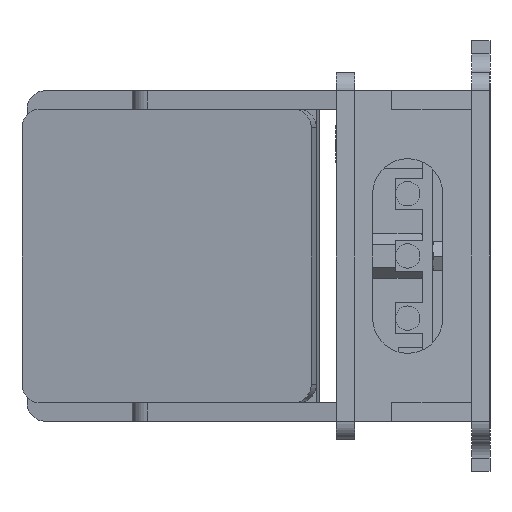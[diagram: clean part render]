
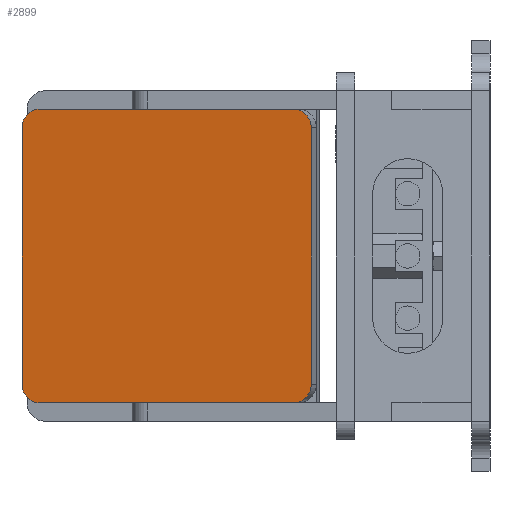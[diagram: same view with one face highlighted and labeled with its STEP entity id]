
A CAD part, left-side view. The second image highlights one B-rep face of the part: STEP entity #2899.
In plain terms, the highlighted face is planar.
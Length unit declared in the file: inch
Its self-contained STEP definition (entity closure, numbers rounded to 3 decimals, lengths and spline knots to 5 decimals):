
#847 = EDGE_CURVE ( 'NONE', #4428, #4429, #9206, .T. ) ;
#850 = EDGE_CURVE ( 'NONE', #4431, #4426, #9214, .T. ) ;
#856 = EDGE_CURVE ( 'NONE', #4403, #4393, #9226, .T. ) ;
#858 = EDGE_CURVE ( 'NONE', #4415, #4390, #9230, .T. ) ;
#862 = EDGE_CURVE ( 'NONE', #4393, #4415, #9238, .T. ) ;
#863 = EDGE_CURVE ( 'NONE', #4390, #4428, #9240, .T. ) ;
#864 = EDGE_CURVE ( 'NONE', #4429, #4431, #9241, .T. ) ;
#865 = EDGE_CURVE ( 'NONE', #4426, #4403, #9242, .T. ) ;
#1664 = EDGE_LOOP ( 'NONE', ( #3419, #3420, #3421, #3422, #3423, #3424, #3425, #3426 ) ) ;
#2899 = ADVANCED_FACE ( 'NONE', ( #11348 ), #14086, .F. ) ;
#3419 = ORIENTED_EDGE ( 'NONE', *, *, #856, .T. ) ;
#3420 = ORIENTED_EDGE ( 'NONE', *, *, #862, .T. ) ;
#3421 = ORIENTED_EDGE ( 'NONE', *, *, #858, .T. ) ;
#3422 = ORIENTED_EDGE ( 'NONE', *, *, #863, .T. ) ;
#3423 = ORIENTED_EDGE ( 'NONE', *, *, #847, .T. ) ;
#3424 = ORIENTED_EDGE ( 'NONE', *, *, #864, .T. ) ;
#3425 = ORIENTED_EDGE ( 'NONE', *, *, #850, .T. ) ;
#3426 = ORIENTED_EDGE ( 'NONE', *, *, #865, .T. ) ;
#4390 = VERTEX_POINT ( 'NONE', #19027 ) ;
#4393 = VERTEX_POINT ( 'NONE', #19030 ) ;
#4403 = VERTEX_POINT ( 'NONE', #19040 ) ;
#4415 = VERTEX_POINT ( 'NONE', #19052 ) ;
#4426 = VERTEX_POINT ( 'NONE', #19059 ) ;
#4428 = VERTEX_POINT ( 'NONE', #19061 ) ;
#4429 = VERTEX_POINT ( 'NONE', #19062 ) ;
#4431 = VERTEX_POINT ( 'NONE', #19064 ) ;
#5052 = AXIS2_PLACEMENT_3D ( 'NONE', #10357, #10358, #10359 ) ;
#5053 = AXIS2_PLACEMENT_3D ( 'NONE', #10360, #10361, #10362 ) ;
#5054 = AXIS2_PLACEMENT_3D ( 'NONE', #10363, #10364, #10374 ) ;
#5055 = AXIS2_PLACEMENT_3D ( 'NONE', #10375, #10376, #10377 ) ;
#5278 = AXIS2_PLACEMENT_3D ( 'NONE', #14087, #14092, #14093 ) ;
#9206 = LINE ( 'NONE', #10324, #9211 ) ;
#9211 = VECTOR ( 'NONE', #10330, 39.37008 ) ;
#9214 = LINE ( 'NONE', #10335, #9217 ) ;
#9217 = VECTOR ( 'NONE', #10336, 39.37008 ) ;
#9226 = LINE ( 'NONE', #10346, #9229 ) ;
#9229 = VECTOR ( 'NONE', #10347, 39.37008 ) ;
#9230 = LINE ( 'NONE', #10350, #9233 ) ;
#9233 = VECTOR ( 'NONE', #10351, 39.37008 ) ;
#9238 = CIRCLE ( 'NONE', #5052, 0.11811 ) ;
#9240 = CIRCLE ( 'NONE', #5053, 0.11811 ) ;
#9241 = CIRCLE ( 'NONE', #5054, 0.11811 ) ;
#9242 = CIRCLE ( 'NONE', #5055, 0.11811 ) ;
#10324 = CARTESIAN_POINT ( 'NONE',  ( 0.9434, -0.9434, 0.1875 ) ) ;
#10330 = DIRECTION ( 'NONE',  ( 0., 1., 0. ) ) ;
#10335 = CARTESIAN_POINT ( 'NONE',  ( -0.9434, 0.9434, 0.1875 ) ) ;
#10336 = DIRECTION ( 'NONE',  ( -1., 0., 0. ) ) ;
#10346 = CARTESIAN_POINT ( 'NONE',  ( -0.9434, -0.9434, 0.1875 ) ) ;
#10347 = DIRECTION ( 'NONE',  ( 0., -1., 0. ) ) ;
#10350 = CARTESIAN_POINT ( 'NONE',  ( -0.9434, -0.9434, 0.1875 ) ) ;
#10351 = DIRECTION ( 'NONE',  ( 1., 0., 0. ) ) ;
#10357 = CARTESIAN_POINT ( 'NONE',  ( -0.82529, -0.82529, 0.1875 ) ) ;
#10358 = DIRECTION ( 'NONE',  ( 0., 0., 1. ) ) ;
#10359 = DIRECTION ( 'NONE',  ( -1., 0., 0. ) ) ;
#10360 = CARTESIAN_POINT ( 'NONE',  ( 0.82529, -0.82529, 0.1875 ) ) ;
#10361 = DIRECTION ( 'NONE',  ( 0., 0., 1. ) ) ;
#10362 = DIRECTION ( 'NONE',  ( -1., 0., 0. ) ) ;
#10363 = CARTESIAN_POINT ( 'NONE',  ( 0.82529, 0.82529, 0.1875 ) ) ;
#10364 = DIRECTION ( 'NONE',  ( 0., 0., 1. ) ) ;
#10374 = DIRECTION ( 'NONE',  ( -1., 0., 0. ) ) ;
#10375 = CARTESIAN_POINT ( 'NONE',  ( -0.82529, 0.82529, 0.1875 ) ) ;
#10376 = DIRECTION ( 'NONE',  ( 0., 0., 1. ) ) ;
#10377 = DIRECTION ( 'NONE',  ( -1., 0., 0. ) ) ;
#11348 = FACE_OUTER_BOUND ( 'NONE', #1664, .T. ) ;
#14086 = PLANE ( 'NONE',  #5278 ) ;
#14087 = CARTESIAN_POINT ( 'NONE',  ( 0.9434, 0.9434, 0.1875 ) ) ;
#14092 = DIRECTION ( 'NONE',  ( 0., 0., -1. ) ) ;
#14093 = DIRECTION ( 'NONE',  ( -1., 0., 0. ) ) ;
#19027 = CARTESIAN_POINT ( 'NONE',  ( 0.82529, -0.9434, 0.1875 ) ) ;
#19030 = CARTESIAN_POINT ( 'NONE',  ( -0.9434, -0.82529, 0.1875 ) ) ;
#19040 = CARTESIAN_POINT ( 'NONE',  ( -0.9434, 0.82529, 0.1875 ) ) ;
#19052 = CARTESIAN_POINT ( 'NONE',  ( -0.82529, -0.9434, 0.1875 ) ) ;
#19059 = CARTESIAN_POINT ( 'NONE',  ( -0.82529, 0.9434, 0.1875 ) ) ;
#19061 = CARTESIAN_POINT ( 'NONE',  ( 0.9434, -0.82529, 0.1875 ) ) ;
#19062 = CARTESIAN_POINT ( 'NONE',  ( 0.9434, 0.82529, 0.1875 ) ) ;
#19064 = CARTESIAN_POINT ( 'NONE',  ( 0.82529, 0.9434, 0.1875 ) ) ;
